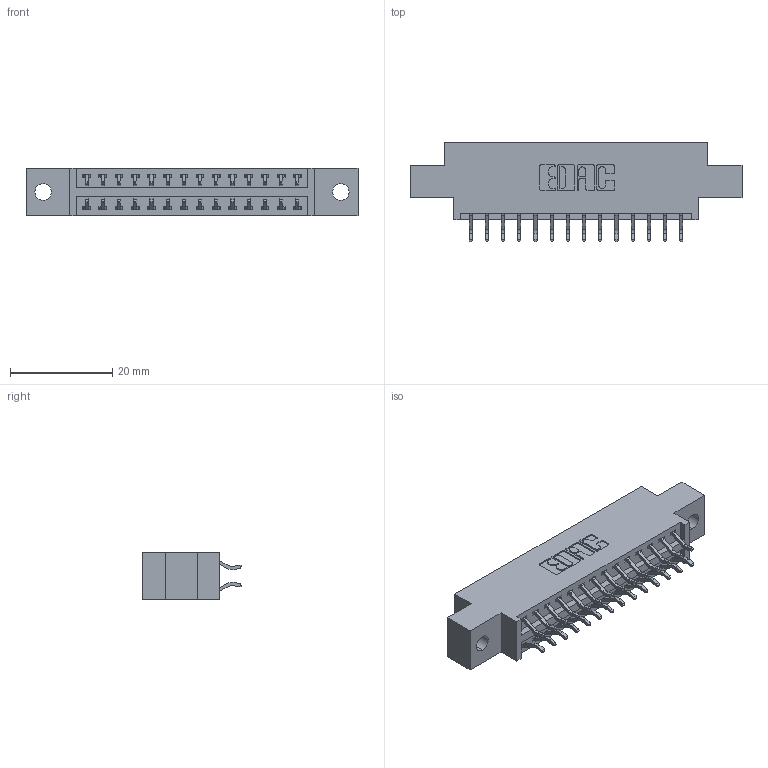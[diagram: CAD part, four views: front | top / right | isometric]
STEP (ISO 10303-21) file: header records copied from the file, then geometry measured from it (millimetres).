
FILE_DESCRIPTION (( 'STEP AP203' ), '1' );
FILE_NAME ('346-028-556-802.STEP', '2018-08-22T02:16:14', ( '' ), ( '' ), 'SwSTEP 2.0', 'SolidWorks 2016', '' );
FILE_SCHEMA (( 'CONFIG_CONTROL_DESIGN' ));
Length unit declared in the file: inch
Products named in the file (3): 346 Part_0.170 Offset - 0.128 Dia; 345-292-001_556 Tail; 346-028-556-802
Assembly tree (29 placements, depth 2):
  346-028-556-802
    346 Part_0.170 Offset - 0.128 Dia
    345-292-001_556 Tail  x28
Bounding box: 65.02 x 19.57 x 9.4 mm (x, y, z)
Volume: 5930.8 mm3; surface area: 7596.5 mm2
Topology: 29 solids, 29 shells, 1750 faces, 5185 edges, 3418 vertices
Faces by surface type: plane 1172, cylinder 578
Entity records: 13261 total; most frequent: CARTESIAN_POINT 2240, ORIENTED_EDGE 2162, DIRECTION 2013, EDGE_CURVE 1081, LINE 885, VECTOR 885, VERTEX_POINT 718, AXIS2_PLACEMENT_3D 564
